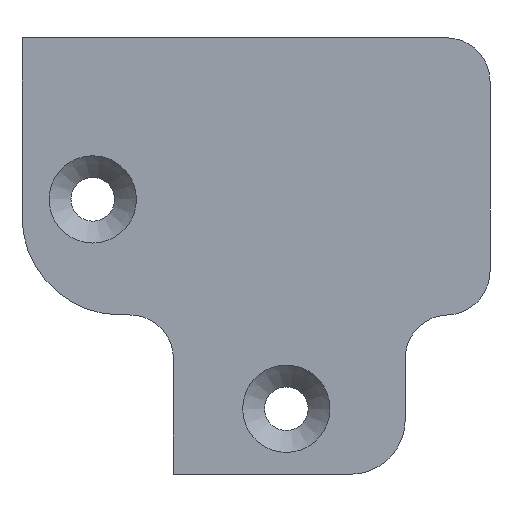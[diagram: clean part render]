
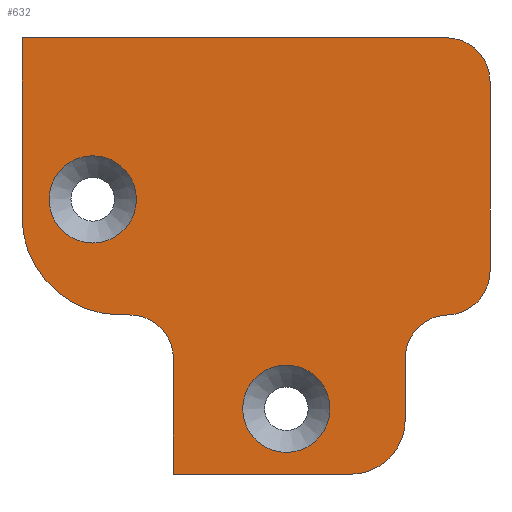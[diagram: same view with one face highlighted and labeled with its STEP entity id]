
A CAD part, front view. The second image highlights one B-rep face of the part: STEP entity #632.
In plain terms, the highlighted planar face has unit normal (0, -1, 0).
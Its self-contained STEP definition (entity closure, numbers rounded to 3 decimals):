
#18=FACE_BOUND('',#130,.T.);
#19=FACE_BOUND('',#131,.T.);
#37=CIRCLE('',#669,3.);
#40=CIRCLE('',#673,3.);
#44=CIRCLE('',#678,3.);
#46=CIRCLE('',#682,3.);
#54=CIRCLE('',#695,3.);
#55=CIRCLE('',#698,6.75);
#60=CIRCLE('',#708,3.75);
#63=CIRCLE('',#717,3.);
#93=FACE_OUTER_BOUND('',#129,.T.);
#129=EDGE_LOOP('',(#556,#557,#558,#559,#560,#561,#562,#563,#564,#565,#566,
#567,#568));
#130=EDGE_LOOP('',(#569));
#131=EDGE_LOOP('',(#570));
#146=LINE('',#936,#206);
#157=LINE('',#962,#217);
#167=LINE('',#998,#227);
#177=LINE('',#1038,#237);
#189=LINE('',#1068,#249);
#190=LINE('',#1070,#250);
#192=LINE('',#1074,#252);
#206=VECTOR('',#741,15.);
#217=VECTOR('',#760,15.);
#227=VECTOR('',#796,15.);
#237=VECTOR('',#840,15.);
#249=VECTOR('',#868,15.);
#250=VECTOR('',#871,15.);
#252=VECTOR('',#875,15.);
#265=VERTEX_POINT('',#933);
#266=VERTEX_POINT('',#935);
#276=VERTEX_POINT('',#959);
#277=VERTEX_POINT('',#961);
#279=VERTEX_POINT('',#969);
#282=VERTEX_POINT('',#977);
#287=VERTEX_POINT('',#988);
#288=VERTEX_POINT('',#990);
#290=VERTEX_POINT('',#996);
#292=VERTEX_POINT('',#1002);
#302=VERTEX_POINT('',#1033);
#303=VERTEX_POINT('',#1037);
#304=VERTEX_POINT('',#1041);
#305=VERTEX_POINT('',#1042);
#314=VERTEX_POINT('',#1072);
#326=EDGE_CURVE('',#266,#265,#146,.T.);
#339=EDGE_CURVE('',#276,#277,#157,.T.);
#343=EDGE_CURVE('',#279,#279,#37,.T.);
#347=EDGE_CURVE('',#282,#282,#40,.T.);
#353=EDGE_CURVE('',#287,#288,#44,.T.);
#357=EDGE_CURVE('',#287,#290,#167,.T.);
#360=EDGE_CURVE('',#265,#292,#46,.F.);
#375=EDGE_CURVE('',#277,#302,#54,.T.);
#377=EDGE_CURVE('',#302,#303,#177,.T.);
#379=EDGE_CURVE('',#304,#305,#55,.T.);
#394=EDGE_CURVE('',#305,#276,#189,.T.);
#395=EDGE_CURVE('',#288,#304,#190,.T.);
#397=EDGE_CURVE('',#290,#314,#192,.T.);
#398=EDGE_CURVE('',#314,#266,#60,.T.);
#403=EDGE_CURVE('',#303,#292,#63,.T.);
#556=ORIENTED_EDGE('',*,*,#397,.T.);
#557=ORIENTED_EDGE('',*,*,#398,.T.);
#558=ORIENTED_EDGE('',*,*,#326,.T.);
#559=ORIENTED_EDGE('',*,*,#360,.T.);
#560=ORIENTED_EDGE('',*,*,#403,.F.);
#561=ORIENTED_EDGE('',*,*,#377,.F.);
#562=ORIENTED_EDGE('',*,*,#375,.F.);
#563=ORIENTED_EDGE('',*,*,#339,.F.);
#564=ORIENTED_EDGE('',*,*,#394,.F.);
#565=ORIENTED_EDGE('',*,*,#379,.F.);
#566=ORIENTED_EDGE('',*,*,#395,.F.);
#567=ORIENTED_EDGE('',*,*,#353,.F.);
#568=ORIENTED_EDGE('',*,*,#357,.T.);
#569=ORIENTED_EDGE('',*,*,#343,.T.);
#570=ORIENTED_EDGE('',*,*,#347,.T.);
#601=PLANE('',#716);
#632=ADVANCED_FACE('',(#93,#18,#19),#601,.F.);
#669=AXIS2_PLACEMENT_3D('',#970,#768,#769);
#673=AXIS2_PLACEMENT_3D('',#978,#777,#778);
#678=AXIS2_PLACEMENT_3D('',#991,#789,#790);
#682=AXIS2_PLACEMENT_3D('',#1004,#802,#803);
#695=AXIS2_PLACEMENT_3D('',#1034,#835,#836);
#698=AXIS2_PLACEMENT_3D('',#1043,#844,#845);
#708=AXIS2_PLACEMENT_3D('',#1076,#878,#879);
#716=AXIS2_PLACEMENT_3D('',#1086,#896,#897);
#717=AXIS2_PLACEMENT_3D('',#1087,#898,#899);
#741=DIRECTION('',(0.,0.,1.));
#760=DIRECTION('',(1.,0.,0.));
#768=DIRECTION('center_axis',(0.,1.,0.));
#769=DIRECTION('ref_axis',(1.,0.,0.));
#777=DIRECTION('center_axis',(0.,1.,0.));
#778=DIRECTION('ref_axis',(1.,0.,0.));
#789=DIRECTION('center_axis',(0.,-1.,0.));
#790=DIRECTION('ref_axis',(0.707,0.,0.707));
#796=DIRECTION('',(0.,0.,-1.));
#802=DIRECTION('center_axis',(0.,-1.,0.));
#803=DIRECTION('ref_axis',(1.,0.,0.));
#835=DIRECTION('center_axis',(0.,1.,0.));
#836=DIRECTION('ref_axis',(0.707,0.,0.707));
#840=DIRECTION('',(0.,0.,-1.));
#844=DIRECTION('center_axis',(0.,1.,0.));
#845=DIRECTION('ref_axis',(-0.707,0.,-0.707));
#868=DIRECTION('',(0.,0.,1.));
#871=DIRECTION('',(-1.,0.,0.));
#875=DIRECTION('',(1.,0.,0.));
#878=DIRECTION('center_axis',(0.,-1.,0.));
#879=DIRECTION('ref_axis',(1.,0.,0.));
#896=DIRECTION('center_axis',(0.,1.,0.));
#897=DIRECTION('ref_axis',(0.,0.,1.));
#898=DIRECTION('center_axis',(0.,1.,0.));
#899=DIRECTION('ref_axis',(1.,0.,0.));
#933=CARTESIAN_POINT('',(1.427,-0.5,-1.997));
#935=CARTESIAN_POINT('',(1.427,-0.5,-6.2));
#936=CARTESIAN_POINT('',(1.427,-0.5,0.529));
#959=CARTESIAN_POINT('',(-24.917,-0.5,20.05));
#961=CARTESIAN_POINT('',(4.253,-0.5,20.05));
#962=CARTESIAN_POINT('',(-14.361,-0.5,20.05));
#969=CARTESIAN_POINT('',(-23.051,-0.5,8.943));
#970=CARTESIAN_POINT('Origin',(-20.051,-0.5,8.943));
#977=CARTESIAN_POINT('',(-9.749,-0.5,-5.45));
#978=CARTESIAN_POINT('Origin',(-6.749,-0.5,-5.45));
#988=CARTESIAN_POINT('',(-14.505,-0.5,-2.));
#990=CARTESIAN_POINT('',(-17.505,-0.5,1.));
#991=CARTESIAN_POINT('Origin',(-17.505,-0.5,-2.));
#996=CARTESIAN_POINT('',(-14.505,-0.5,-9.95));
#998=CARTESIAN_POINT('',(-14.505,-0.5,-8.45));
#1002=CARTESIAN_POINT('',(4.34,-0.5,1.001));
#1004=CARTESIAN_POINT('Origin',(4.427,-0.5,-1.997));
#1033=CARTESIAN_POINT('',(7.253,-0.5,17.05));
#1034=CARTESIAN_POINT('Origin',(4.253,-0.5,17.05));
#1037=CARTESIAN_POINT('',(7.253,-0.5,4.));
#1038=CARTESIAN_POINT('',(7.253,-0.5,10.519));
#1041=CARTESIAN_POINT('',(-18.167,-0.5,1.));
#1042=CARTESIAN_POINT('',(-24.917,-0.5,7.75));
#1043=CARTESIAN_POINT('Origin',(-18.167,-0.5,7.75));
#1068=CARTESIAN_POINT('',(-24.917,-0.5,8.048));
#1070=CARTESIAN_POINT('',(-1.452,-0.5,1.));
#1072=CARTESIAN_POINT('',(-2.324,-0.5,-9.95));
#1074=CARTESIAN_POINT('',(-10.897,-0.5,-9.95));
#1076=CARTESIAN_POINT('Origin',(-2.324,-0.5,-6.2));
#1086=CARTESIAN_POINT('Origin',(-7.289,-0.5,-3.725));
#1087=CARTESIAN_POINT('Origin',(4.253,-0.5,4.));
